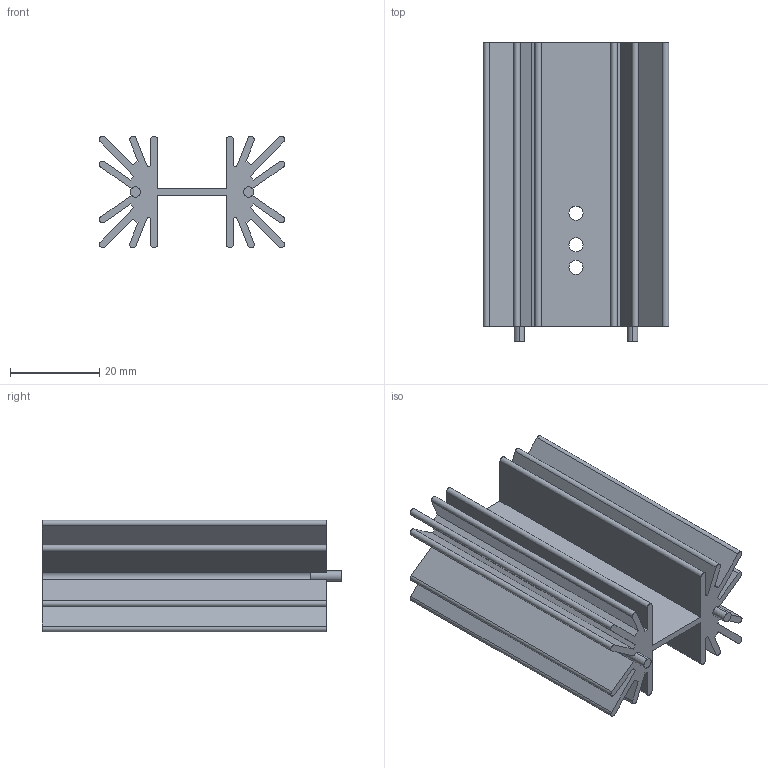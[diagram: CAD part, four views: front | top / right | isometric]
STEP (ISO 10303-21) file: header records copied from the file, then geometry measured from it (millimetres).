
FILE_DESCRIPTION (( 'STEP AP214' ), '1' );
FILE_NAME ('ohmite.STEP', '2014-03-13T04:01:41', ( '' ), ( '' ), 'SwSTEP 2.0', 'SolidWorks 2011', '' );
FILE_SCHEMA (( 'AUTOMOTIVE_DESIGN' ));
Length unit declared in the file: millimetre
Products named in the file (1): ohmite
Bounding box: 41.6 x 67.25 x 25 mm (x, y, z)
Volume: 22041.6 mm3; surface area: 23022.8 mm2
Topology: 3 solids, 3 shells, 92 faces, 258 edges, 172 vertices
Faces by surface type: plane 52, cylinder 40
Entity records: 3134 total; most frequent: DIRECTION 524, CARTESIAN_POINT 523, ORIENTED_EDGE 516, EDGE_CURVE 258, LINE 178, VECTOR 178, AXIS2_PLACEMENT_3D 173, VERTEX_POINT 172
